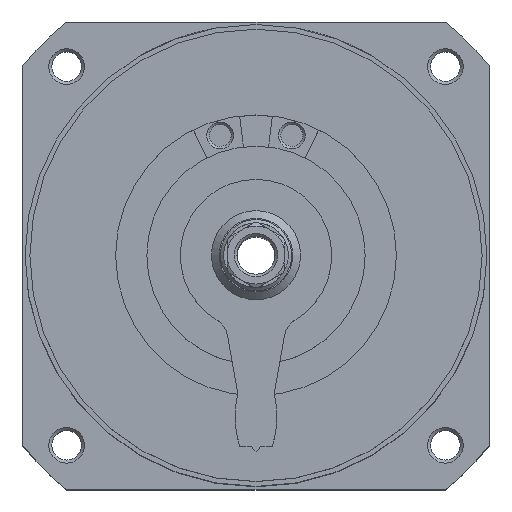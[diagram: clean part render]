
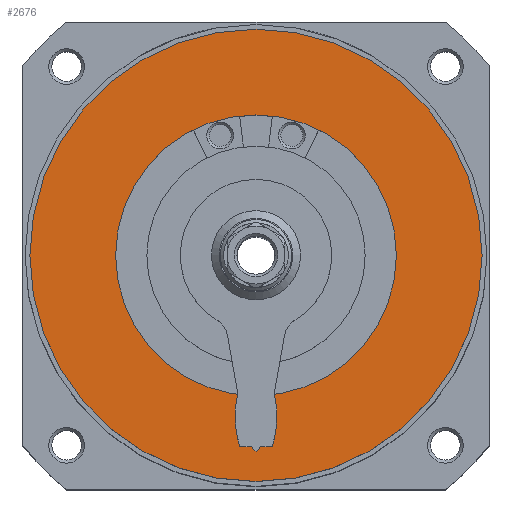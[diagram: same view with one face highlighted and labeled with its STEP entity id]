
A CAD part, top view. The second image highlights one B-rep face of the part: STEP entity #2676.
In plain terms, the highlighted face is planar.
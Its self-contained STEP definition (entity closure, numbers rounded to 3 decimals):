
#117=PLANE('',#2953);
#519=ORIENTED_EDGE('',*,*,#1139,.F.);
#520=ORIENTED_EDGE('',*,*,#1140,.T.);
#1139=EDGE_CURVE('',#1461,#1461,#1716,.T.);
#1140=EDGE_CURVE('',#1462,#1462,#1717,.T.);
#1461=VERTEX_POINT('',#4395);
#1462=VERTEX_POINT('',#4397);
#1716=CIRCLE('',#2954,50.75);
#1717=CIRCLE('',#2955,31.5);
#1937=EDGE_LOOP('',(#519));
#1938=EDGE_LOOP('',(#520));
#2286=FACE_BOUND('',#1937,.T.);
#2287=FACE_BOUND('',#1938,.T.);
#2676=ADVANCED_FACE('',(#2286,#2287),#117,.F.);
#2953=AXIS2_PLACEMENT_3D('',#4393,#3446,#3447);
#2954=AXIS2_PLACEMENT_3D('',#4394,#3448,#3449);
#2955=AXIS2_PLACEMENT_3D('',#4396,#3450,#3451);
#3446=DIRECTION('',(1.,0.,0.));
#3447=DIRECTION('',(0.,0.,-1.));
#3448=DIRECTION('',(1.,0.,0.));
#3449=DIRECTION('',(0.,0.,-1.));
#3450=DIRECTION('',(1.,0.,0.));
#3451=DIRECTION('',(0.,0.,-1.));
#4393=CARTESIAN_POINT('',(-93.,0.,0.));
#4394=CARTESIAN_POINT('',(-93.,0.,0.));
#4395=CARTESIAN_POINT('',(-93.,0.,-50.75));
#4396=CARTESIAN_POINT('',(-93.,0.,0.));
#4397=CARTESIAN_POINT('',(-93.,0.,-31.5));
